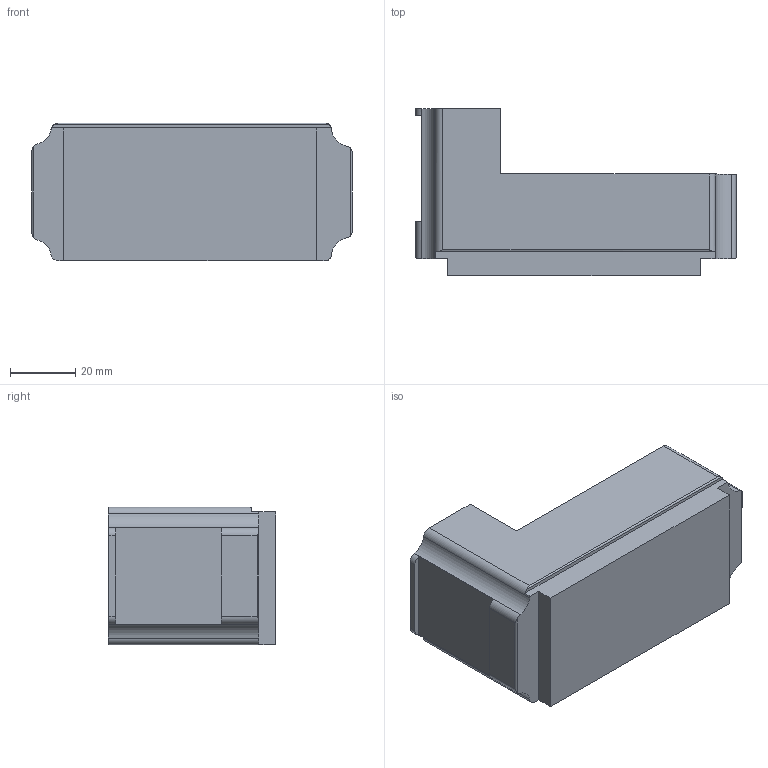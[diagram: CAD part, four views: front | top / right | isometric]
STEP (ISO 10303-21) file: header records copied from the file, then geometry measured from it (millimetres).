
FILE_DESCRIPTION(/* description */ ('STEP AP214'),/* implementation_level */ '2;1');
FILE_NAME(/* name */ '565934_CPX-P-8DE-N-IS',/* time_stamp */ '2024-08-07T20:55:24+02:00',/* author */ ('License CC BY-ND 4.0'),/* organization */ ('CADENAS'),/* preprocessor_version */ 'ST-DEVELOPER v19.3',/* originating_system */ 'PARTsolutions',/* authorisation */ ' ');
FILE_SCHEMA (('AUTOMOTIVE_DESIGN {1 0 10303 214 3 1 1}'));
Length unit declared in the file: millimetre
Products named in the file (1): 565934 CPX-P-8DE-N-IS---(1)
Bounding box: 98 x 51.15 x 42.16 mm (x, y, z)
Volume: 138010.2 mm3; surface area: 18603.2 mm2
Topology: 1 solids, 1 shells, 45 faces, 123 edges, 82 vertices
Faces by surface type: plane 26, cylinder 19
Entity records: 1783 total; most frequent: CARTESIAN_POINT 272, DIRECTION 247, ORIENTED_EDGE 246, EDGE_CURVE 123, AXIS2_PLACEMENT_3D 84, VERTEX_POINT 82, LINE 79, VECTOR 79
